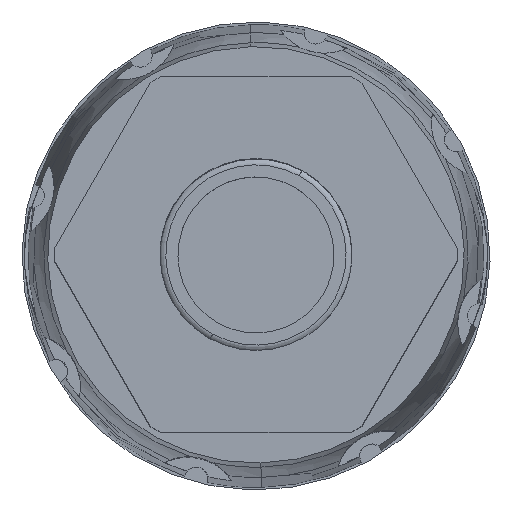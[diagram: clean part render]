
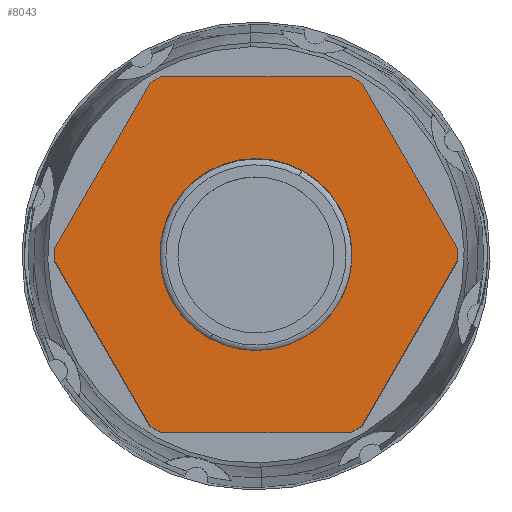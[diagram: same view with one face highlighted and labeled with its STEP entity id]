
A CAD part, top view. The second image highlights one B-rep face of the part: STEP entity #8043.
In plain terms, the highlighted planar face has unit normal (0, 0, 1).
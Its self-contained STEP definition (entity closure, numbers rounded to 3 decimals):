
#5505=AXIS2_PLACEMENT_3D('Circle Axis2P3D',#5503,#5504,$) ;
#5564=AXIS2_PLACEMENT_3D('Circle Axis2P3D',#5562,#5563,$) ;
#5586=AXIS2_PLACEMENT_3D('Circle Axis2P3D',#5584,#5585,$) ;
#5613=AXIS2_PLACEMENT_3D('Circle Axis2P3D',#5611,#5612,$) ;
#5672=AXIS2_PLACEMENT_3D('Circle Axis2P3D',#5670,#5671,$) ;
#5694=AXIS2_PLACEMENT_3D('Circle Axis2P3D',#5692,#5693,$) ;
#7977=AXIS2_PLACEMENT_3D('Plane Axis2P3D',#7974,#7975,#7976) ;
#7995=AXIS2_PLACEMENT_3D('Circle Axis2P3D',#7993,#7994,$) ;
#8004=AXIS2_PLACEMENT_3D('Circle Axis2P3D',#8002,#8003,$) ;
#8011=AXIS2_PLACEMENT_3D('Circle Axis2P3D',#8009,#8010,$) ;
#8018=AXIS2_PLACEMENT_3D('Circle Axis2P3D',#8016,#8017,$) ;
#8025=AXIS2_PLACEMENT_3D('Circle Axis2P3D',#8023,#8024,$) ;
#8032=AXIS2_PLACEMENT_3D('Circle Axis2P3D',#8030,#8031,$) ;
#5503=CARTESIAN_POINT('Axis2P3D Location',(9.748,9.748,71.9)) ;
#5507=CARTESIAN_POINT('Vertex',(5.773,2.348,71.9)) ;
#5509=CARTESIAN_POINT('Vertex',(5.327,2.605,71.9)) ;
#5545=CARTESIAN_POINT('Vertex',(1.352,10.005,71.9)) ;
#5559=CARTESIAN_POINT('Vertex',(1.352,9.49,71.9)) ;
#5562=CARTESIAN_POINT('Axis2P3D Location',(9.748,9.748,71.9)) ;
#5581=CARTESIAN_POINT('Vertex',(5.327,16.89,71.9)) ;
#5584=CARTESIAN_POINT('Axis2P3D Location',(9.748,9.748,71.9)) ;
#5588=CARTESIAN_POINT('Vertex',(5.773,17.148,71.9)) ;
#5611=CARTESIAN_POINT('Axis2P3D Location',(9.748,9.748,71.9)) ;
#5615=CARTESIAN_POINT('Vertex',(13.723,17.148,71.9)) ;
#5617=CARTESIAN_POINT('Vertex',(14.169,16.89,71.9)) ;
#5653=CARTESIAN_POINT('Vertex',(18.144,9.49,71.9)) ;
#5667=CARTESIAN_POINT('Vertex',(18.144,10.005,71.9)) ;
#5670=CARTESIAN_POINT('Axis2P3D Location',(9.748,9.748,71.9)) ;
#5687=CARTESIAN_POINT('Vertex',(14.169,2.605,71.9)) ;
#5692=CARTESIAN_POINT('Axis2P3D Location',(9.748,9.748,71.9)) ;
#5696=CARTESIAN_POINT('Vertex',(13.723,2.348,71.9)) ;
#7842=CARTESIAN_POINT('Line Origine',(16.156,6.048,71.9)) ;
#7860=CARTESIAN_POINT('Line Origine',(16.156,13.448,71.9)) ;
#7878=CARTESIAN_POINT('Line Origine',(9.748,2.348,71.9)) ;
#7896=CARTESIAN_POINT('Line Origine',(9.748,17.148,71.9)) ;
#7914=CARTESIAN_POINT('Line Origine',(3.339,13.448,71.9)) ;
#7932=CARTESIAN_POINT('Line Origine',(3.339,6.048,71.9)) ;
#7974=CARTESIAN_POINT('Axis2P3D Location',(9.748,9.748,71.9)) ;
#7993=CARTESIAN_POINT('Axis2P3D Location',(9.748,9.748,71.9)) ;
#7997=CARTESIAN_POINT('Vertex',(7.748,13.212,71.9)) ;
#7999=CARTESIAN_POINT('Vertex',(6.332,11.829,71.9)) ;
#8002=CARTESIAN_POINT('Axis2P3D Location',(9.748,9.748,71.9)) ;
#8006=CARTESIAN_POINT('Vertex',(13.212,11.748,71.9)) ;
#8009=CARTESIAN_POINT('Axis2P3D Location',(9.748,9.748,71.9)) ;
#8013=CARTESIAN_POINT('Vertex',(13.164,7.667,71.9)) ;
#8016=CARTESIAN_POINT('Axis2P3D Location',(9.748,9.748,71.9)) ;
#8020=CARTESIAN_POINT('Vertex',(11.748,6.284,71.9)) ;
#8023=CARTESIAN_POINT('Axis2P3D Location',(9.748,9.748,71.9)) ;
#8027=CARTESIAN_POINT('Vertex',(6.284,7.748,71.9)) ;
#8030=CARTESIAN_POINT('Axis2P3D Location',(9.748,9.748,71.9)) ;
#5504=DIRECTION('Axis2P3D Direction',(0.,0.,-1.)) ;
#5563=DIRECTION('Axis2P3D Direction',(0.,0.,-1.)) ;
#5585=DIRECTION('Axis2P3D Direction',(0.,0.,-1.)) ;
#5612=DIRECTION('Axis2P3D Direction',(0.,0.,-1.)) ;
#5671=DIRECTION('Axis2P3D Direction',(0.,0.,-1.)) ;
#5693=DIRECTION('Axis2P3D Direction',(0.,0.,-1.)) ;
#7843=DIRECTION('Vector Direction',(-0.5,-0.866,0.)) ;
#7861=DIRECTION('Vector Direction',(0.5,-0.866,0.)) ;
#7879=DIRECTION('Vector Direction',(1.,0.,0.)) ;
#7897=DIRECTION('Vector Direction',(-1.,0.,0.)) ;
#7915=DIRECTION('Vector Direction',(0.5,0.866,0.)) ;
#7933=DIRECTION('Vector Direction',(-0.5,0.866,0.)) ;
#7975=DIRECTION('Axis2P3D Direction',(0.,0.,-1.)) ;
#7976=DIRECTION('Axis2P3D XDirection',(0.866,0.5,0.)) ;
#7994=DIRECTION('Axis2P3D Direction',(0.,0.,-1.)) ;
#8003=DIRECTION('Axis2P3D Direction',(0.,0.,-1.)) ;
#8010=DIRECTION('Axis2P3D Direction',(0.,0.,-1.)) ;
#8017=DIRECTION('Axis2P3D Direction',(0.,0.,-1.)) ;
#8024=DIRECTION('Axis2P3D Direction',(0.,0.,-1.)) ;
#8031=DIRECTION('Axis2P3D Direction',(0.,0.,-1.)) ;
#7844=VECTOR('Line Direction',#7843,1.) ;
#7862=VECTOR('Line Direction',#7861,1.) ;
#7880=VECTOR('Line Direction',#7879,1.) ;
#7898=VECTOR('Line Direction',#7897,1.) ;
#7916=VECTOR('Line Direction',#7915,1.) ;
#7934=VECTOR('Line Direction',#7933,1.) ;
#7980=ORIENTED_EDGE('',*,*,#5511,.F.) ;
#7981=ORIENTED_EDGE('',*,*,#7882,.T.) ;
#7982=ORIENTED_EDGE('',*,*,#5698,.F.) ;
#7983=ORIENTED_EDGE('',*,*,#7846,.F.) ;
#7984=ORIENTED_EDGE('',*,*,#5674,.F.) ;
#7985=ORIENTED_EDGE('',*,*,#7864,.F.) ;
#7986=ORIENTED_EDGE('',*,*,#5619,.F.) ;
#7987=ORIENTED_EDGE('',*,*,#7900,.T.) ;
#7988=ORIENTED_EDGE('',*,*,#5590,.F.) ;
#7989=ORIENTED_EDGE('',*,*,#7918,.F.) ;
#7990=ORIENTED_EDGE('',*,*,#5566,.F.) ;
#7991=ORIENTED_EDGE('',*,*,#7936,.F.) ;
#8036=ORIENTED_EDGE('',*,*,#8001,.F.) ;
#8037=ORIENTED_EDGE('',*,*,#8008,.F.) ;
#8038=ORIENTED_EDGE('',*,*,#8015,.F.) ;
#8039=ORIENTED_EDGE('',*,*,#8022,.F.) ;
#8040=ORIENTED_EDGE('',*,*,#8029,.F.) ;
#8041=ORIENTED_EDGE('',*,*,#8034,.F.) ;
#8042=FACE_BOUND('',#8035,.T.) ;
#8043=ADVANCED_FACE('Hauptk\X2\00F6\X0\rper',(#7992,#8042),#7978,.F.) ;
#5506=CIRCLE('generated circle',#5505,8.4) ;
#5565=CIRCLE('generated circle',#5564,8.4) ;
#5587=CIRCLE('generated circle',#5586,8.4) ;
#5614=CIRCLE('generated circle',#5613,8.4) ;
#5673=CIRCLE('generated circle',#5672,8.4) ;
#5695=CIRCLE('generated circle',#5694,8.4) ;
#7996=CIRCLE('generated circle',#7995,4.) ;
#8005=CIRCLE('generated circle',#8004,4.) ;
#8012=CIRCLE('generated circle',#8011,4.) ;
#8019=CIRCLE('generated circle',#8018,4.) ;
#8026=CIRCLE('generated circle',#8025,4.) ;
#8033=CIRCLE('generated circle',#8032,4.) ;
#5511=EDGE_CURVE('',#5508,#5510,#5506,.T.) ;
#5566=EDGE_CURVE('',#5560,#5546,#5565,.T.) ;
#5590=EDGE_CURVE('',#5582,#5589,#5587,.T.) ;
#5619=EDGE_CURVE('',#5616,#5618,#5614,.T.) ;
#5674=EDGE_CURVE('',#5668,#5654,#5673,.T.) ;
#5698=EDGE_CURVE('',#5688,#5697,#5695,.T.) ;
#7846=EDGE_CURVE('',#5654,#5688,#7845,.T.) ;
#7864=EDGE_CURVE('',#5618,#5668,#7863,.T.) ;
#7882=EDGE_CURVE('',#5508,#5697,#7881,.T.) ;
#7900=EDGE_CURVE('',#5616,#5589,#7899,.T.) ;
#7918=EDGE_CURVE('',#5546,#5582,#7917,.T.) ;
#7936=EDGE_CURVE('',#5510,#5560,#7935,.T.) ;
#8001=EDGE_CURVE('',#7998,#8000,#7996,.F.) ;
#8008=EDGE_CURVE('',#8007,#7998,#8005,.F.) ;
#8015=EDGE_CURVE('',#8014,#8007,#8012,.F.) ;
#8022=EDGE_CURVE('',#8021,#8014,#8019,.F.) ;
#8029=EDGE_CURVE('',#8028,#8021,#8026,.F.) ;
#8034=EDGE_CURVE('',#8000,#8028,#8033,.F.) ;
#7979=EDGE_LOOP('',(#7980,#7981,#7982,#7983,#7984,#7985,#7986,#7987,#7988,#7989,#7990,#7991)) ;
#8035=EDGE_LOOP('',(#8036,#8037,#8038,#8039,#8040,#8041)) ;
#7992=FACE_OUTER_BOUND('',#7979,.T.) ;
#7845=LINE('Line',#7842,#7844) ;
#7863=LINE('Line',#7860,#7862) ;
#7881=LINE('Line',#7878,#7880) ;
#7899=LINE('Line',#7896,#7898) ;
#7917=LINE('Line',#7914,#7916) ;
#7935=LINE('Line',#7932,#7934) ;
#7978=PLANE('',#7977) ;
#5508=VERTEX_POINT('',#5507) ;
#5510=VERTEX_POINT('',#5509) ;
#5546=VERTEX_POINT('',#5545) ;
#5560=VERTEX_POINT('',#5559) ;
#5582=VERTEX_POINT('',#5581) ;
#5589=VERTEX_POINT('',#5588) ;
#5616=VERTEX_POINT('',#5615) ;
#5618=VERTEX_POINT('',#5617) ;
#5654=VERTEX_POINT('',#5653) ;
#5668=VERTEX_POINT('',#5667) ;
#5688=VERTEX_POINT('',#5687) ;
#5697=VERTEX_POINT('',#5696) ;
#7998=VERTEX_POINT('',#7997) ;
#8000=VERTEX_POINT('',#7999) ;
#8007=VERTEX_POINT('',#8006) ;
#8014=VERTEX_POINT('',#8013) ;
#8021=VERTEX_POINT('',#8020) ;
#8028=VERTEX_POINT('',#8027) ;
